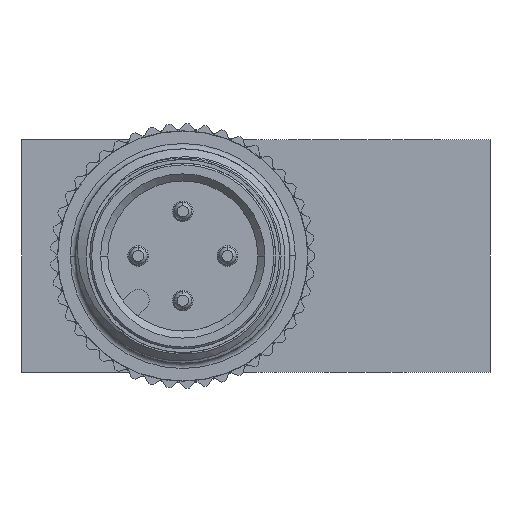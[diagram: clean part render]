
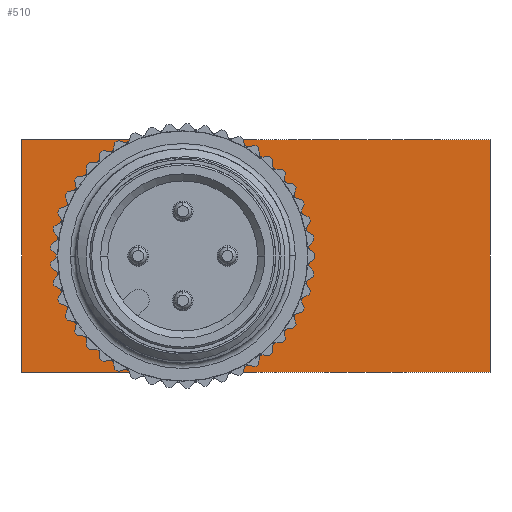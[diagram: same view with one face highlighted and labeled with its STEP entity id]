
A CAD part, left-side view. The second image highlights one B-rep face of the part: STEP entity #510.
In plain terms, the highlighted planar face has unit normal (-1, 0, 0).
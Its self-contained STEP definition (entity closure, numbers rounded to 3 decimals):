
#71=DIRECTION('',(0.,-1.,0.));
#72=VECTOR('',#71,26.2);
#73=CARTESIAN_POINT('',(-18.,13.1,0.));
#74=LINE('',#73,#72);
#110=DIRECTION('',(0.,1.,0.));
#111=VECTOR('',#110,26.2);
#112=CARTESIAN_POINT('',(-18.,-13.1,13.));
#113=LINE('',#112,#111);
#129=CARTESIAN_POINT('',(-18.,4.1,6.5));
#130=DIRECTION('',(-1.,0.,0.));
#131=DIRECTION('',(0.,0.,1.));
#132=AXIS2_PLACEMENT_3D('',#129,#130,#131);
#134=CARTESIAN_POINT('',(-18.,4.1,6.5));
#135=DIRECTION('',(-1.,0.,0.));
#136=DIRECTION('',(0.,0.,-1.));
#137=AXIS2_PLACEMENT_3D('',#134,#135,#136);
#143=DIRECTION('',(0.,0.,-1.));
#144=VECTOR('',#143,13.);
#145=CARTESIAN_POINT('',(-18.,13.1,13.));
#146=LINE('',#145,#144);
#151=DIRECTION('',(0.,0.,1.));
#152=VECTOR('',#151,13.);
#153=CARTESIAN_POINT('',(-18.,-13.1,0.));
#154=LINE('',#153,#152);
#248=CARTESIAN_POINT('',(-18.,4.1,3.));
#249=VERTEX_POINT('',#248);
#250=CARTESIAN_POINT('',(-18.,4.1,10.));
#251=VERTEX_POINT('',#250);
#264=CARTESIAN_POINT('',(-18.,13.1,0.));
#265=CARTESIAN_POINT('',(-18.,-13.1,0.));
#266=VERTEX_POINT('',#264);
#267=VERTEX_POINT('',#265);
#280=CARTESIAN_POINT('',(-18.,-13.1,13.));
#281=VERTEX_POINT('',#280);
#282=CARTESIAN_POINT('',(-18.,13.1,13.));
#283=VERTEX_POINT('',#282);
#491=CARTESIAN_POINT('',(-18.,-13.1,0.));
#492=DIRECTION('',(1.,0.,0.));
#493=DIRECTION('',(0.,1.,0.));
#494=AXIS2_PLACEMENT_3D('',#491,#492,#493);
#495=PLANE('',#494);
#496=ORIENTED_EDGE('',*,*,#402,.F.);
#498=ORIENTED_EDGE('',*,*,#497,.F.);
#499=ORIENTED_EDGE('',*,*,#464,.F.);
#501=ORIENTED_EDGE('',*,*,#500,.F.);
#502=EDGE_LOOP('',(#496,#498,#499,#501));
#503=FACE_OUTER_BOUND('',#502,.F.);
#505=ORIENTED_EDGE('',*,*,#504,.T.);
#507=ORIENTED_EDGE('',*,*,#506,.T.);
#508=EDGE_LOOP('',(#505,#507));
#509=FACE_BOUND('',#508,.F.);
#510=ADVANCED_FACE('',(#503,#509),#495,.F.);
#133=CIRCLE('',#132,3.5);
#138=CIRCLE('',#137,3.5);
#402=EDGE_CURVE('',#266,#267,#74,.T.);
#464=EDGE_CURVE('',#281,#283,#113,.T.);
#497=EDGE_CURVE('',#283,#266,#146,.T.);
#500=EDGE_CURVE('',#267,#281,#154,.T.);
#504=EDGE_CURVE('',#251,#249,#133,.T.);
#506=EDGE_CURVE('',#249,#251,#138,.T.);
